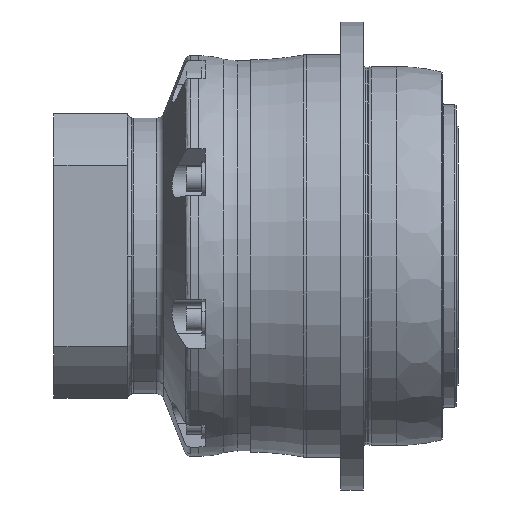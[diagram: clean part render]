
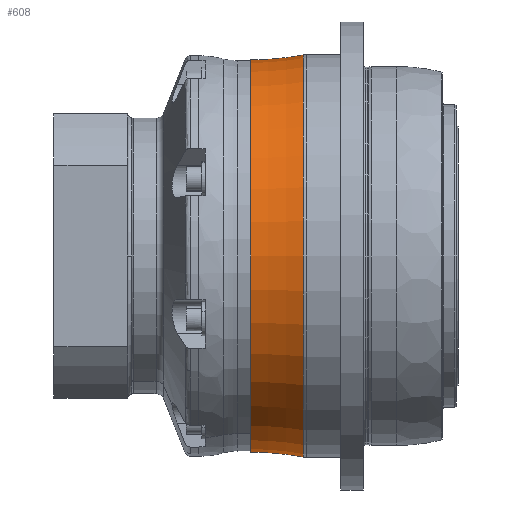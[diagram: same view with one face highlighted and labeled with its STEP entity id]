
A CAD part, front view. The second image highlights one B-rep face of the part: STEP entity #608.
In plain terms, the highlighted toroidal (fillet/blend) face has major radius 253.5 mm and minor radius 150 mm.
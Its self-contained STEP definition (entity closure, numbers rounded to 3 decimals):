
#608=ADVANCED_FACE('',(#1547),#1548,.F.);
#1547=FACE_OUTER_BOUND('',#2950,.T.);
#1548=TOROIDAL_SURFACE('',#2951,253.5,150.0);
#2950=EDGE_LOOP('',(#4619,#4620,#4621,#4622));
#2951=AXIS2_PLACEMENT_3D('',#4623,#4624,#4625);
#4619=ORIENTED_EDGE('',*,*,#7862,.T.);
#4620=ORIENTED_EDGE('',*,*,#8004,.F.);
#4621=ORIENTED_EDGE('',*,*,#7863,.T.);
#4622=ORIENTED_EDGE('',*,*,#8069,.T.);
#4623=CARTESIAN_POINT('',(0.,0.0,0.0));
#4624=DIRECTION('',(-1.0,0.0,0.0));
#4625=DIRECTION('',(0.0,0.0,1.0));
#7862=EDGE_CURVE('',#9301,#9308,#9309,.T.);
#7863=EDGE_CURVE('',#9310,#9304,#9311,.T.);
#8004=EDGE_CURVE('',#9310,#9308,#9541,.T.);
#8069=EDGE_CURVE('',#9304,#9301,#9617,.T.);
#9301=VERTEX_POINT('',#11390);
#9304=VERTEX_POINT('',#11393);
#9308=VERTEX_POINT('',#11397);
#9309=CIRCLE('',#11398,150.0);
#9310=VERTEX_POINT('',#11399);
#9311=CIRCLE('',#11400,150.0);
#9541=CIRCLE('',#11666,103.5);
#9617=CIRCLE('',#11742,106.111);
#11390=CARTESIAN_POINT('',(27.864,0.0,106.111));
#11393=CARTESIAN_POINT('',(27.864,0.,-106.111));
#11397=CARTESIAN_POINT('',(0.,0.0,103.5));
#11398=AXIS2_PLACEMENT_3D('',#15167,#15168,#15169);
#11399=CARTESIAN_POINT('',(0.,0.,-103.5));
#11400=AXIS2_PLACEMENT_3D('',#15170,#15171,#15172);
#11666=AXIS2_PLACEMENT_3D('',#15428,#15429,#15430);
#11742=AXIS2_PLACEMENT_3D('',#15560,#15561,#15562);
#15167=CARTESIAN_POINT('',(0.,0.,253.5));
#15168=DIRECTION('',(0.0,1.0,0.));
#15169=DIRECTION('',(-0.0,0.,1.0));
#15170=CARTESIAN_POINT('',(0.,0.,-253.5));
#15171=DIRECTION('',(0.0,1.0,0.));
#15172=DIRECTION('',(0.0,0.,-1.0));
#15428=CARTESIAN_POINT('',(0.,0.0,0.0));
#15429=DIRECTION('',(-1.0,0.0,0.0));
#15430=DIRECTION('',(0.0,0.0,1.0));
#15560=CARTESIAN_POINT('',(27.864,0.0,0.0));
#15561=DIRECTION('',(-1.0,0.0,0.0));
#15562=DIRECTION('',(0.0,0.0,1.0));
